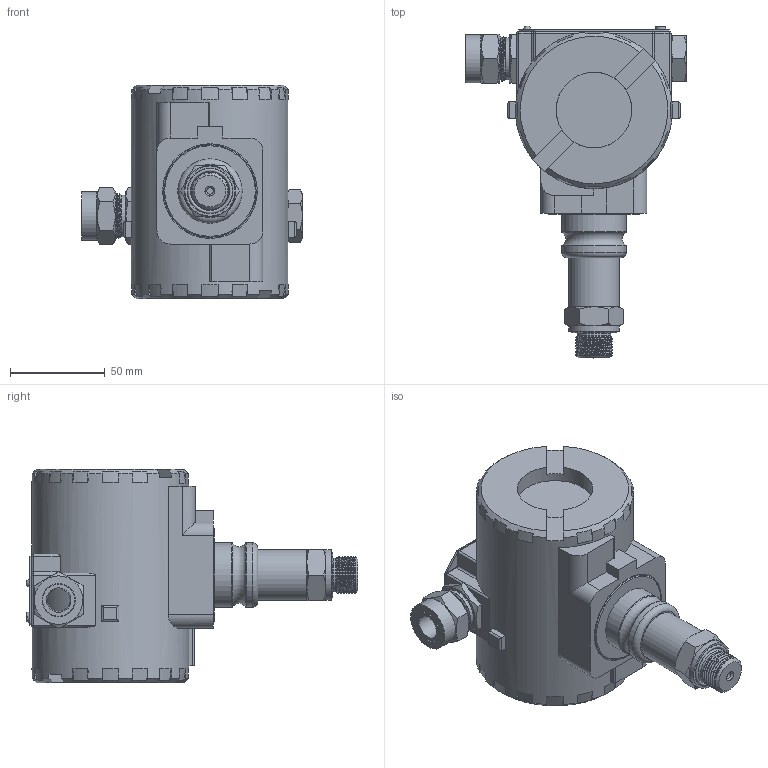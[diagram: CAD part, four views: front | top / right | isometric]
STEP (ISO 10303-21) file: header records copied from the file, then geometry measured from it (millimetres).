
FILE_DESCRIPTION(/* description */ (''),/* implementation_level */ '2;1');
FILE_NAME(/* name */ 'AMZ5450_piezoresistive_M20x1,5DIN.step',/* time_stamp */ '2021-08-26T15:17:01+03:00',/* author */ (''),/* organization */ (''),/* preprocessor_version */ 'ST-DEVELOPER v18.1',/* originating_system */ 'Autodesk Translation Framework v10.10.0.1391',/* authorisation */ '');
FILE_SCHEMA (('AUTOMOTIVE_DESIGN { 1 0 10303 214 3 1 1 }'));
Length unit declared in the file: millimetre
Products named in the file (8): АМЗ 5450 - filled; Corp; screw; stamp; o-ring; O-ring_1; PLUG v2; M20x1,5 steel cable gland Ex d v3
Assembly tree (7 placements, depth 3):
  АМЗ 5450 - filled
    Corp
    screw
    stamp
    o-ring
      O-ring_1
    PLUG v2
    M20x1,5 steel cable gland Ex d v3
Bounding box: 116.5 x 175.4 x 113 mm (x, y, z)
Volume: 736217 mm3; surface area: 76795.9 mm2
Topology: 6 solids, 7 shells, 674 faces, 1773 edges, 1154 vertices
Faces by surface type: plane 318, cylinder 140, bspline 117, cone 74, torus 18, sphere 7
Full cylindrical faces by diameter (mm): 2 x2, 2.693 x1, 3 x3, 3.3 x1, 8.5 x2, 12 x1, 13 x1, 16.811 x1, 17 x2, 17.6 x1, 17.8 x1, 18.137 x22, 18.376 x2, 19.85 x19, 20.5 x1, 22 x1, 22.132 x1, 23.7 x1, 25.6 x1, 26.5 x2, 34 x2, 40 x1, 48.9 x1, 50 x1, 77 x1, 83 x1
Entity records: 30430 total; most frequent: CARTESIAN_POINT 14569, ORIENTED_EDGE 3532, DIRECTION 2819, EDGE_CURVE 1766, VERTEX_POINT 1154, LINE 947, VECTOR 947, AXIS2_PLACEMENT_3D 936
